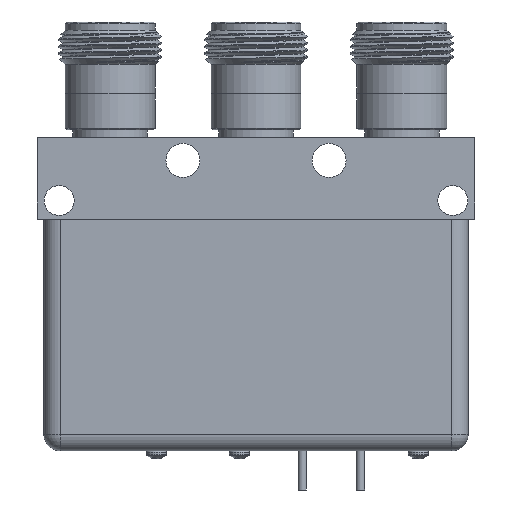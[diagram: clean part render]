
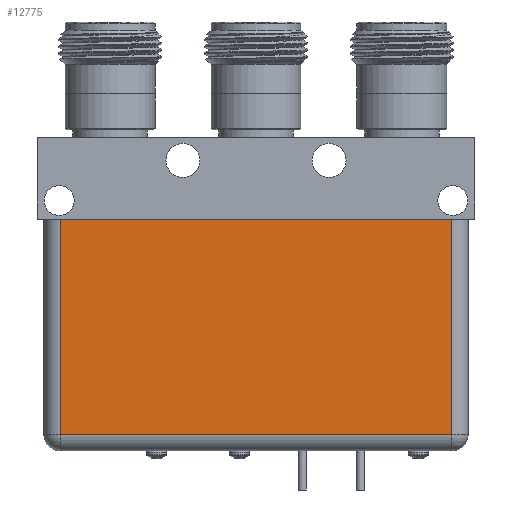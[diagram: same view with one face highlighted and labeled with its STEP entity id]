
A CAD part, front view. The second image highlights one B-rep face of the part: STEP entity #12775.
In plain terms, the highlighted planar face has unit normal (0, -1, 0).
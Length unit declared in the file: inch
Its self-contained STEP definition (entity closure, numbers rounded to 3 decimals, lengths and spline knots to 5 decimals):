
#1044 = VECTOR ( 'NONE', #8169, 39.37008 ) ;
#2243 = PLANE ( 'NONE',  #17758 ) ;
#2328 = EDGE_LOOP ( 'NONE', ( #8952, #18791, #10566, #4770 ) ) ;
#2447 = CARTESIAN_POINT ( 'NONE',  ( 1.17953, -0.45069, -6.49269 ) ) ;
#2733 = LINE ( 'NONE', #2447, #16218 ) ;
#3354 = LINE ( 'NONE', #5003, #14401 ) ;
#3706 = CARTESIAN_POINT ( 'NONE',  ( 1.27953, -0.45069, -6.49269 ) ) ;
#4150 = CARTESIAN_POINT ( 'NONE',  ( -1.17953, -0.45069, -0.49213 ) ) ;
#4770 = ORIENTED_EDGE ( 'NONE', *, *, #12808, .T. ) ;
#4909 = DIRECTION ( 'NONE',  ( 1., 0., 0. ) ) ;
#5003 = CARTESIAN_POINT ( 'NONE',  ( 1.27953, -0.45069, -1.78976 ) ) ;
#7483 = CARTESIAN_POINT ( 'NONE',  ( 1.17953, -0.45069, -0.49213 ) ) ;
#7492 = CARTESIAN_POINT ( 'NONE',  ( 1.27953, -0.45069, -0.49213 ) ) ;
#8169 = DIRECTION ( 'NONE',  ( 0., 0., -1. ) ) ;
#8561 = DIRECTION ( 'NONE',  ( 1., 0., 0. ) ) ;
#8655 = DIRECTION ( 'NONE',  ( 0., 0., 1. ) ) ;
#8658 = EDGE_CURVE ( 'NONE', #11065, #14655, #18620, .T. ) ;
#8952 = ORIENTED_EDGE ( 'NONE', *, *, #17224, .T. ) ;
#9242 = DIRECTION ( 'NONE',  ( -1., 0., 0. ) ) ;
#9605 = DIRECTION ( 'NONE',  ( 0., 1., 0. ) ) ;
#10564 = LINE ( 'NONE', #7492, #15317 ) ;
#10566 = ORIENTED_EDGE ( 'NONE', *, *, #18361, .T. ) ;
#11065 = VERTEX_POINT ( 'NONE', #4150 ) ;
#12493 = FACE_OUTER_BOUND ( 'NONE', #2328, .T. ) ;
#12637 = VERTEX_POINT ( 'NONE', #7483 ) ;
#12775 = ADVANCED_FACE ( 'NONE', ( #12493 ), #2243, .F. ) ;
#12808 = EDGE_CURVE ( 'NONE', #12826, #12637, #2733, .T. ) ;
#12826 = VERTEX_POINT ( 'NONE', #14509 ) ;
#14401 = VECTOR ( 'NONE', #4909, 39.37008 ) ;
#14509 = CARTESIAN_POINT ( 'NONE',  ( 1.17953, -0.45069, -1.78976 ) ) ;
#14655 = VERTEX_POINT ( 'NONE', #15141 ) ;
#15141 = CARTESIAN_POINT ( 'NONE',  ( -1.17953, -0.45069, -1.78976 ) ) ;
#15317 = VECTOR ( 'NONE', #9242, 39.37008 ) ;
#15799 = CARTESIAN_POINT ( 'NONE',  ( -1.17953, -0.45069, -6.49269 ) ) ;
#16218 = VECTOR ( 'NONE', #8655, 39.37008 ) ;
#17224 = EDGE_CURVE ( 'NONE', #12637, #11065, #10564, .T. ) ;
#17758 = AXIS2_PLACEMENT_3D ( 'NONE', #3706, #9605, #8561 ) ;
#18361 = EDGE_CURVE ( 'NONE', #14655, #12826, #3354, .T. ) ;
#18620 = LINE ( 'NONE', #15799, #1044 ) ;
#18791 = ORIENTED_EDGE ( 'NONE', *, *, #8658, .T. ) ;
